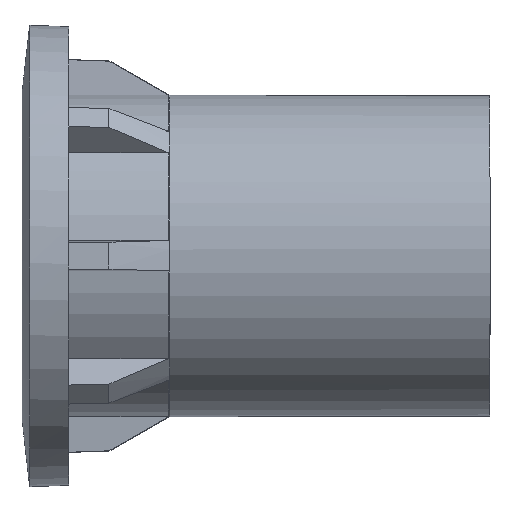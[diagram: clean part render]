
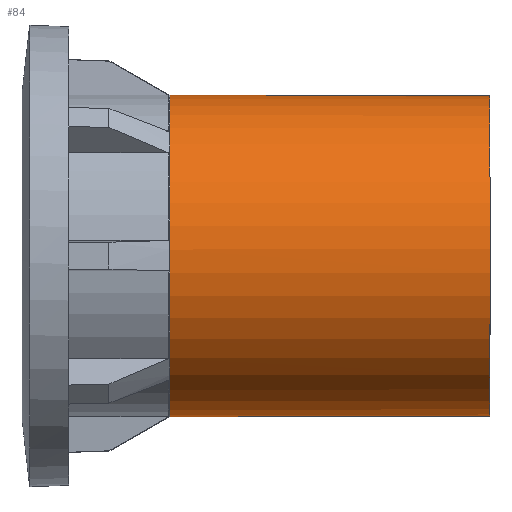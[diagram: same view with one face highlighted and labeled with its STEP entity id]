
A CAD part, top view. The second image highlights one B-rep face of the part: STEP entity #84.
In plain terms, the highlighted free-form (B-spline) face has degree [8, 1] with [9, 2] control points.
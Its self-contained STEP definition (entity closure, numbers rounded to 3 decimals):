
#84=ADVANCED_FACE('',(#203),#204,.T.);
#203=FACE_OUTER_BOUND('',#440,.T.);
#204=B_SPLINE_SURFACE_WITH_KNOTS('',8,1,((#441,#442),(#443,#444),(#445,#446),(#447,#448),(#449,#450),(#451,#452),(#453,#454),(#455,#456),(#457,#458)),.UNSPECIFIED.,.F.,.F.,.F.,(9,9),(2,2),(-6.284,-3.141),(19844.974,19907.976),.UNSPECIFIED.);
#440=EDGE_LOOP('',(#991,#992,#993,#994));
#441=CARTESIAN_POINT('',(0.001,-31.5,-0.031));
#442=CARTESIAN_POINT('',(-63.001,-31.6,-0.032));
#443=CARTESIAN_POINT('',(0.001,-31.512,12.346));
#444=CARTESIAN_POINT('',(-63.001,-31.612,12.386));
#445=CARTESIAN_POINT('',(0.001,-25.967,24.73));
#446=CARTESIAN_POINT('',(-63.001,-26.049,24.808));
#447=CARTESIAN_POINT('',(0.001,-14.865,34.206));
#448=CARTESIAN_POINT('',(-63.001,-14.912,34.315));
#449=CARTESIAN_POINT('',(0.001,0.003,37.866));
#450=CARTESIAN_POINT('',(-63.001,0.003,37.986));
#451=CARTESIAN_POINT('',(0.001,14.861,34.206));
#452=CARTESIAN_POINT('',(-63.001,14.908,34.315));
#453=CARTESIAN_POINT('',(0.001,25.966,24.73));
#454=CARTESIAN_POINT('',(-63.001,26.049,24.808));
#455=CARTESIAN_POINT('',(0.001,31.512,12.346));
#456=CARTESIAN_POINT('',(-63.001,31.612,12.386));
#457=CARTESIAN_POINT('',(0.001,31.5,-0.031));
#458=CARTESIAN_POINT('',(-63.001,31.6,-0.032));
#991=ORIENTED_EDGE('',*,*,#1332,.T.);
#992=ORIENTED_EDGE('',*,*,#1323,.T.);
#993=ORIENTED_EDGE('',*,*,#1334,.T.);
#994=ORIENTED_EDGE('',*,*,#1336,.F.);
#1323=EDGE_CURVE('',#1501,#1502,#1503,.T.);
#1332=EDGE_CURVE('',#1514,#1501,#1515,.T.);
#1334=EDGE_CURVE('',#1502,#1516,#1518,.T.);
#1336=EDGE_CURVE('',#1514,#1516,#1520,.T.);
#1501=VERTEX_POINT('',#1791);
#1502=VERTEX_POINT('',#1792);
#1503=B_SPLINE_CURVE_WITH_KNOTS('',8,(#1793,#1794,#1795,#1796,#1797,#1798,#1799,#1800,#1801),.UNSPECIFIED.,.F.,.F.,(9,9),(0.,0.098),.UNSPECIFIED.);
#1514=VERTEX_POINT('',#1838);
#1515=LINE('',#1839,#1840);
#1516=VERTEX_POINT('',#1841);
#1518=LINE('',#1851,#1852);
#1520=B_SPLINE_CURVE_WITH_KNOTS('',8,(#1854,#1855,#1856,#1857,#1858,#1859,#1860,#1861,#1862),.UNSPECIFIED.,.F.,.F.,(9,9),(-6.283,-3.142),.UNSPECIFIED.);
#1791=CARTESIAN_POINT('',(0.,-31.5,0.));
#1792=CARTESIAN_POINT('',(0.,31.5,0.));
#1793=CARTESIAN_POINT('',(0.,-31.5,0.));
#1794=CARTESIAN_POINT('',(0.,-31.5,12.37));
#1795=CARTESIAN_POINT('',(0.,-25.949,24.74));
#1796=CARTESIAN_POINT('',(0.,-14.852,34.203));
#1797=CARTESIAN_POINT('',(0.,0.003,37.856));
#1798=CARTESIAN_POINT('',(0.,14.848,34.203));
#1799=CARTESIAN_POINT('',(0.,25.949,24.74));
#1800=CARTESIAN_POINT('',(0.,31.5,12.37));
#1801=CARTESIAN_POINT('',(0.,31.5,0.));
#1838=CARTESIAN_POINT('',(-63.,-31.6,0.));
#1839=CARTESIAN_POINT('',(-31.5,-31.55,0.));
#1840=VECTOR('',#2706,1000.0);
#1841=CARTESIAN_POINT('',(-63.,31.6,0.));
#1851=CARTESIAN_POINT('',(-31.5,31.55,0.));
#1852=VECTOR('',#2707,1000.0);
#1854=CARTESIAN_POINT('',(-63.,-31.6,0.));
#1855=CARTESIAN_POINT('',(-63.,-31.6,12.409));
#1856=CARTESIAN_POINT('',(-63.,-26.032,24.818));
#1857=CARTESIAN_POINT('',(-63.,-14.899,34.311));
#1858=CARTESIAN_POINT('',(-63.,0.003,37.976));
#1859=CARTESIAN_POINT('',(-63.,14.895,34.311));
#1860=CARTESIAN_POINT('',(-63.,26.031,24.818));
#1861=CARTESIAN_POINT('',(-63.,31.6,12.409));
#1862=CARTESIAN_POINT('',(-63.,31.6,0.));
#2706=DIRECTION('',(1.,0.002,0.));
#2707=DIRECTION('',(-1.,0.002,0.));
